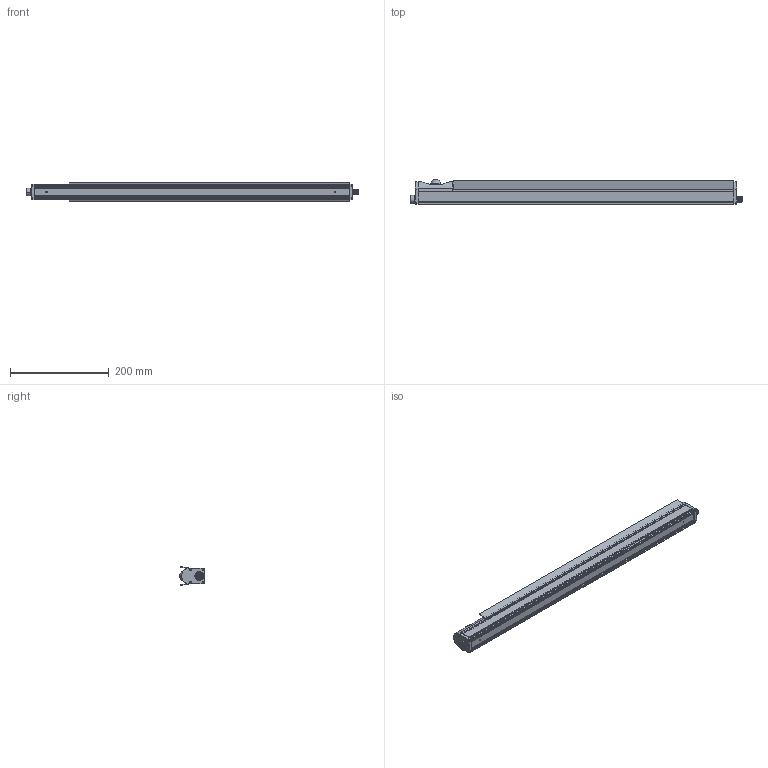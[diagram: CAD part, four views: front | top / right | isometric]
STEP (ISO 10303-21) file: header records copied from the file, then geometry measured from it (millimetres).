
FILE_DESCRIPTION((''),'2;1');
FILE_NAME('192499_ASM','2016-01-04T',('pdmadmin'),(''),'PRO/ENGINEER BY PARAMETRIC TECHNOLOGY CORPORATION, 2013230','PRO/ENGINEER BY PARAMETRIC TECHNOLOGY CORPORATION, 2013230','');
FILE_SCHEMA(('CONFIG_CONTROL_DESIGN'));
Products named in the file (18): 190483; 169956; 170220; 170221_ASM; 169945; 190481; VZWLLD; 169957; 145997_HSG; 306-00249; 307-00176; 145997_ASM; 138905; 190877_ASM; 192491; 188831_1_AF0; 192491_ASM; 192499_ASM
Assembly tree (30 placements, depth 4):
  192499_ASM
    190877_ASM
      190483
      170221_ASM
        169956
        170220  x4
      169945
      190481
      VZWLLD
      169957
      145997_ASM
        145997_HSG
        306-00249  x4
        307-00176
      138905  x8
    192491_ASM
      192491
      188831_1_AF0
Bounding box: 672 x 50.19 x 38.26 mm (x, y, z)
Volume: 253123.8 mm3; surface area: 371633.6 mm2
Topology: 27 solids, 27 shells, 2132 faces, 5609 edges, 3579 vertices
Faces by surface type: cylinder 869, plane 661, bspline 299, torus 136, cone 125, sphere 42
Entity records: 52204 total; most frequent: CARTESIAN_POINT 22496, ORIENTED_EDGE 6228, DIRECTION 6169, EDGE_CURVE 3114, AXIS2_PLACEMENT_3D 2325, VERTEX_POINT 2008, VECTOR 1519, LINE 1519
